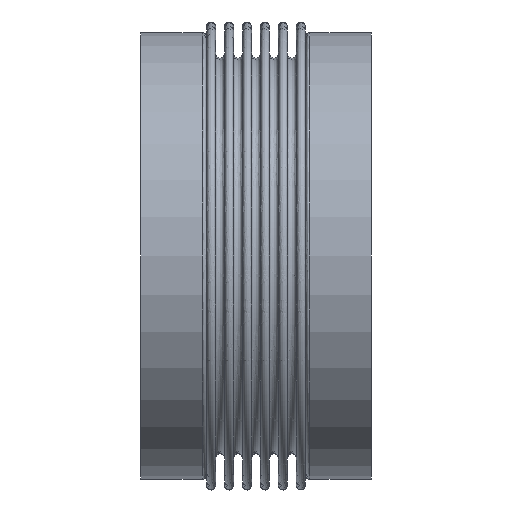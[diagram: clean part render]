
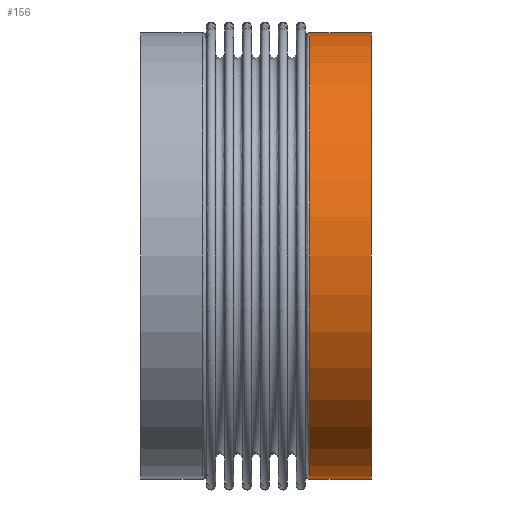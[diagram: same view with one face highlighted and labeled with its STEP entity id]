
A CAD part, front view. The second image highlights one B-rep face of the part: STEP entity #156.
In plain terms, the highlighted cylindrical face has radius 101.6 mm (diameter 203.2 mm), a partial arc.
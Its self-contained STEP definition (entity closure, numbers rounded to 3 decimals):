
#156=ADVANCED_FACE('',(#346),#345,.T.);
#345=CYLINDRICAL_SURFACE('',#1609,101.6);
#346=FACE_OUTER_BOUND('',#1610,.T.);
#1606=CARTESIAN_POINT('',(0.,0.,0.));
#1607=DIRECTION('',(1.,0.,0.));
#1608=DIRECTION('',(0.,0.,-1.));
#1609=AXIS2_PLACEMENT_3D('',#1606,#1607,#1608);
#1610=EDGE_LOOP('',(#3505,#3506,#3507,#3508));
#3505=ORIENTED_EDGE('',*,*,#3982,.F.);
#3506=ORIENTED_EDGE('',*,*,#3985,.T.);
#3507=ORIENTED_EDGE('',*,*,#3969,.T.);
#3508=ORIENTED_EDGE('',*,*,#3986,.F.);
#3969=EDGE_CURVE('',#4237,#4238,#4239,.T.);
#3982=EDGE_CURVE('',#4321,#4328,#4329,.T.);
#3985=EDGE_CURVE('',#4321,#4237,#4347,.T.);
#3986=EDGE_CURVE('',#4328,#4238,#4353,.T.);
#4237=VERTEX_POINT('',#5849);
#4238=VERTEX_POINT('',#5850);
#4239=CIRCLE('',#5854,101.6);
#4321=VERTEX_POINT('',#5909);
#4328=VERTEX_POINT('',#5913);
#4329=CIRCLE('',#5917,101.6);
#4347=(BOUNDED_CURVE() B_SPLINE_CURVE(1,(#5927,#5928),.UNSPECIFIED.,.F.,.F.) B_SPLINE_CURVE_WITH_KNOTS((2,2),(0.083,0.917),.UNSPECIFIED.) CURVE() GEOMETRIC_REPRESENTATION_ITEM() RATIONAL_B_SPLINE_CURVE((1.,1.)) REPRESENTATION_ITEM('') );
#4353=(BOUNDED_CURVE() B_SPLINE_CURVE(1,(#5929,#5930),.UNSPECIFIED.,.F.,.F.) B_SPLINE_CURVE_WITH_KNOTS((2,2),(0.083,0.917),.UNSPECIFIED.) CURVE() GEOMETRIC_REPRESENTATION_ITEM() RATIONAL_B_SPLINE_CURVE((0.75,0.75)) REPRESENTATION_ITEM('') );
#5849=CARTESIAN_POINT('',(0.,0.,-101.6));
#5850=CARTESIAN_POINT('',(0.,0.,101.6));
#5851=CARTESIAN_POINT('',(0.,0.,0.));
#5852=DIRECTION('',(-1.,0.,0.));
#5853=DIRECTION('',(0.,0.,1.));
#5854=AXIS2_PLACEMENT_3D('',#5851,#5852,#5853);
#5909=CARTESIAN_POINT('',(-28.,0.,-101.6));
#5913=CARTESIAN_POINT('',(-28.,0.,101.6));
#5914=CARTESIAN_POINT('',(-28.,0.,0.));
#5915=DIRECTION('',(-1.,0.,0.));
#5916=DIRECTION('',(0.,0.,1.));
#5917=AXIS2_PLACEMENT_3D('',#5914,#5915,#5916);
#5927=CARTESIAN_POINT('',(-28.,0.,-101.6));
#5928=CARTESIAN_POINT('',(0.,0.,-101.6));
#5929=CARTESIAN_POINT('',(-28.,0.,101.6));
#5930=CARTESIAN_POINT('',(0.,0.,101.6));
